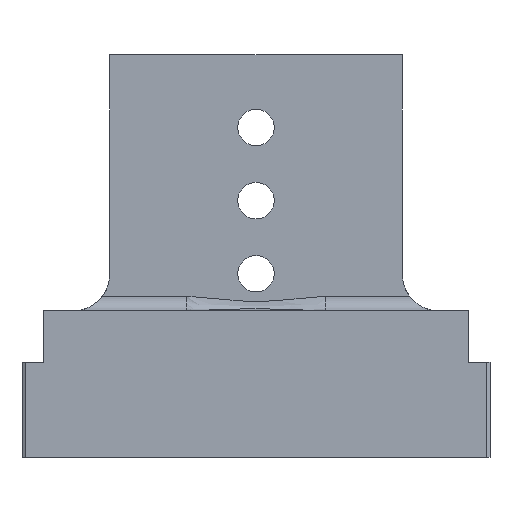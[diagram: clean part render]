
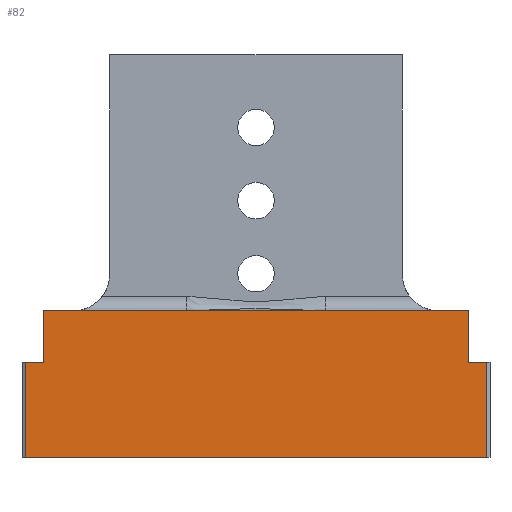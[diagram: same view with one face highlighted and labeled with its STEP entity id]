
A CAD part, left-side view. The second image highlights one B-rep face of the part: STEP entity #82.
In plain terms, the highlighted planar face has unit normal (-1, 0, 0).
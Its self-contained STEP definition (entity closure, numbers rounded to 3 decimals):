
#82 = ADVANCED_FACE( '', ( #210 ), #211, .T. );
#210 = FACE_OUTER_BOUND( '', #405, .T. );
#211 = PLANE( '', #406 );
#405 = EDGE_LOOP( '', ( #811, #812, #813, #814, #815, #816, #817, #818 ) );
#406 = AXIS2_PLACEMENT_3D( '', #819, #820, #821 );
#811 = ORIENTED_EDGE( '', *, *, #1298, .F. );
#812 = ORIENTED_EDGE( '', *, *, #1299, .F. );
#813 = ORIENTED_EDGE( '', *, *, #1300, .T. );
#814 = ORIENTED_EDGE( '', *, *, #1301, .T. );
#815 = ORIENTED_EDGE( '', *, *, #1302, .T. );
#816 = ORIENTED_EDGE( '', *, *, #1303, .T. );
#817 = ORIENTED_EDGE( '', *, *, #1304, .F. );
#818 = ORIENTED_EDGE( '', *, *, #1305, .F. );
#819 = CARTESIAN_POINT( '', ( -6.877, -31.568, 10.123 ) );
#820 = DIRECTION( '', ( -1., 0., 0. ) );
#821 = DIRECTION( '', ( 0., -1., 0. ) );
#1298 = EDGE_CURVE( '', #1498, #1499, #1500, .T. );
#1299 = EDGE_CURVE( '', #1501, #1498, #1502, .T. );
#1300 = EDGE_CURVE( '', #1501, #1503, #1504, .T. );
#1301 = EDGE_CURVE( '', #1503, #1505, #1506, .T. );
#1302 = EDGE_CURVE( '', #1505, #1507, #1508, .T. );
#1303 = EDGE_CURVE( '', #1507, #1509, #1510, .T. );
#1304 = EDGE_CURVE( '', #1511, #1509, #1512, .T. );
#1305 = EDGE_CURVE( '', #1499, #1511, #1513, .T. );
#1498 = VERTEX_POINT( '', #1794 );
#1499 = VERTEX_POINT( '', #1795 );
#1500 = LINE( '', #1796, #1797 );
#1501 = VERTEX_POINT( '', #1798 );
#1502 = LINE( '', #1799, #1800 );
#1503 = VERTEX_POINT( '', #1801 );
#1504 = LINE( '', #1802, #1803 );
#1505 = VERTEX_POINT( '', #1804 );
#1506 = LINE( '', #1805, #1806 );
#1507 = VERTEX_POINT( '', #1807 );
#1508 = LINE( '', #1808, #1809 );
#1509 = VERTEX_POINT( '', #1810 );
#1510 = LINE( '', #1811, #1812 );
#1511 = VERTEX_POINT( '', #1813 );
#1512 = LINE( '', #1814, #1815 );
#1513 = LINE( '', #1816, #1817 );
#1794 = CARTESIAN_POINT( '', ( -6.877, 31.568, 23.123 ) );
#1795 = CARTESIAN_POINT( '', ( -6.877, 29., 23.123 ) );
#1796 = CARTESIAN_POINT( '', ( -6.877, 29.15, 23.123 ) );
#1797 = VECTOR( '', #2322, 1000. );
#1798 = CARTESIAN_POINT( '', ( -6.877, 31.568, 10.123 ) );
#1799 = CARTESIAN_POINT( '', ( -6.877, 31.568, 10.123 ) );
#1800 = VECTOR( '', #2323, 1000. );
#1801 = CARTESIAN_POINT( '', ( -6.877, -31.568, 10.123 ) );
#1802 = CARTESIAN_POINT( '', ( -6.877, -31.568, 10.123 ) );
#1803 = VECTOR( '', #2324, 1000. );
#1804 = CARTESIAN_POINT( '', ( -6.877, -31.568, 23.123 ) );
#1805 = CARTESIAN_POINT( '', ( -6.877, -31.568, 10.123 ) );
#1806 = VECTOR( '', #2325, 1000. );
#1807 = CARTESIAN_POINT( '', ( -6.877, -29., 23.123 ) );
#1808 = CARTESIAN_POINT( '', ( -6.877, -32., 23.123 ) );
#1809 = VECTOR( '', #2326, 1000. );
#1810 = CARTESIAN_POINT( '', ( -6.877, -29., 30.123 ) );
#1811 = CARTESIAN_POINT( '', ( -6.877, -29., 23.123 ) );
#1812 = VECTOR( '', #2327, 1000. );
#1813 = CARTESIAN_POINT( '', ( -6.877, 29., 30.123 ) );
#1814 = CARTESIAN_POINT( '', ( -6.877, -41.79, 30.123 ) );
#1815 = VECTOR( '', #2328, 1000. );
#1816 = CARTESIAN_POINT( '', ( -6.877, 29., 23.123 ) );
#1817 = VECTOR( '', #2329, 1000. );
#2322 = DIRECTION( '', ( 0., -1., 0. ) );
#2323 = DIRECTION( '', ( 0., 0., 1. ) );
#2324 = DIRECTION( '', ( 0., -1., 0. ) );
#2325 = DIRECTION( '', ( 0., 0., 1. ) );
#2326 = DIRECTION( '', ( 0., 1., 0. ) );
#2327 = DIRECTION( '', ( 0., 0., 1. ) );
#2328 = DIRECTION( '', ( 0., -1., 0. ) );
#2329 = DIRECTION( '', ( 0., 0., 1. ) );
